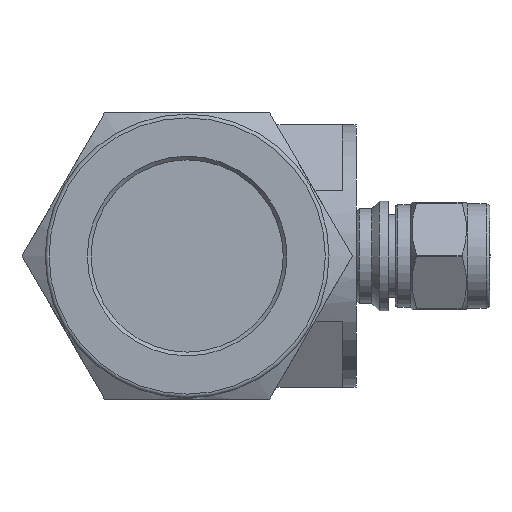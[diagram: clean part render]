
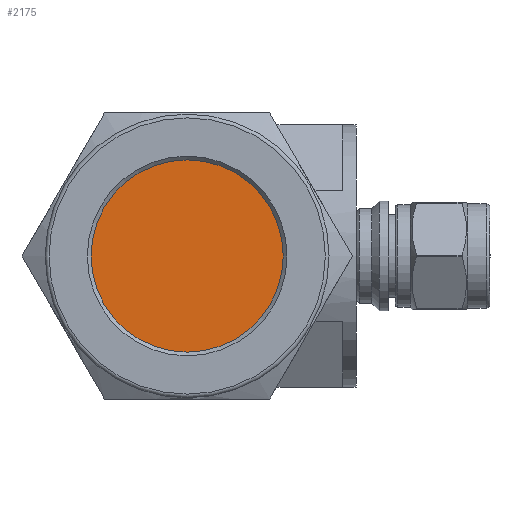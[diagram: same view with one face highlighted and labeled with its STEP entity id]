
A CAD part, left-side view. The second image highlights one B-rep face of the part: STEP entity #2175.
In plain terms, the highlighted planar face has unit normal (-1, 0, 0).
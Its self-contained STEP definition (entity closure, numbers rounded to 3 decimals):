
#162=CIRCLE('',#2397,12.8);
#353=FACE_OUTER_BOUND('',#513,.T.);
#513=EDGE_LOOP('',(#1919));
#987=VERTEX_POINT('',#3646);
#1255=EDGE_CURVE('',#987,#987,#162,.T.);
#1919=ORIENTED_EDGE('',*,*,#1255,.F.);
#2035=PLANE('',#2458);
#2175=ADVANCED_FACE('',(#353),#2035,.T.);
#2397=AXIS2_PLACEMENT_3D('',#3648,#2924,#2925);
#2458=AXIS2_PLACEMENT_3D('',#3838,#3113,#3114);
#2924=DIRECTION('center_axis',(1.,0.,0.));
#2925=DIRECTION('ref_axis',(0.,0.,-1.));
#3113=DIRECTION('center_axis',(-1.,0.,0.));
#3114=DIRECTION('ref_axis',(0.,0.,1.));
#3646=CARTESIAN_POINT('',(-17.906,0.,12.8));
#3648=CARTESIAN_POINT('Origin',(-17.906,0.,0.));
#3838=CARTESIAN_POINT('Origin',(-17.906,0.,
0.));
